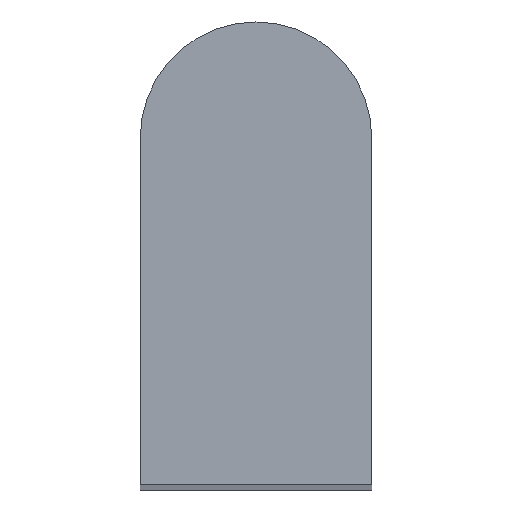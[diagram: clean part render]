
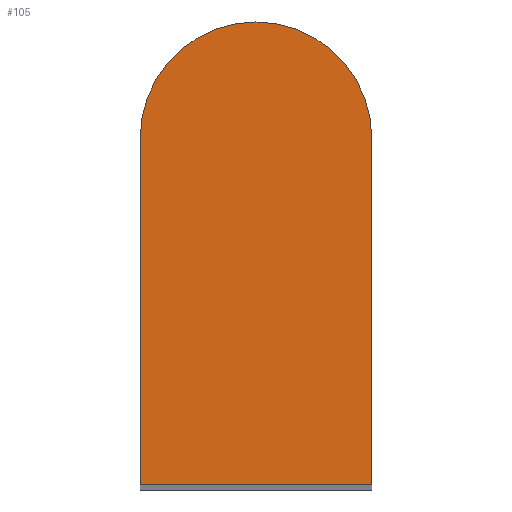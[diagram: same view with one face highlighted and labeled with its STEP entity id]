
A CAD part, top view. The second image highlights one B-rep face of the part: STEP entity #105.
In plain terms, the highlighted planar face has unit normal (0, 0, 1).
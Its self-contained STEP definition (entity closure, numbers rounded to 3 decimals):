
#22=FACE_OUTER_BOUND('',#28,.T.);
#28=EDGE_LOOP('',(#91,#92,#93,#94));
#30=CIRCLE('',#130,2.5);
#34=LINE('',#175,#44);
#38=LINE('',#184,#48);
#40=LINE('',#187,#50);
#44=VECTOR('',#145,10.);
#48=VECTOR('',#155,10.);
#50=VECTOR('',#159,10.);
#55=VERTEX_POINT('',#173);
#56=VERTEX_POINT('',#174);
#57=VERTEX_POINT('',#179);
#58=VERTEX_POINT('',#183);
#63=EDGE_CURVE('',#55,#56,#34,.T.);
#66=EDGE_CURVE('',#56,#57,#30,.T.);
#68=EDGE_CURVE('',#57,#58,#38,.T.);
#70=EDGE_CURVE('',#58,#55,#40,.T.);
#91=ORIENTED_EDGE('',*,*,#63,.F.);
#92=ORIENTED_EDGE('',*,*,#70,.F.);
#93=ORIENTED_EDGE('',*,*,#68,.F.);
#94=ORIENTED_EDGE('',*,*,#66,.F.);
#99=PLANE('',#133);
#105=ADVANCED_FACE('',(#22),#99,.T.);
#130=AXIS2_PLACEMENT_3D('',#180,#150,#151);
#133=AXIS2_PLACEMENT_3D('',#188,#160,#161);
#145=DIRECTION('',(0.,1.,0.));
#150=DIRECTION('center_axis',(0.,0.,-1.));
#151=DIRECTION('ref_axis',(1.,0.,0.));
#155=DIRECTION('',(0.,-1.,0.));
#159=DIRECTION('',(-1.,0.,0.));
#160=DIRECTION('center_axis',(0.,0.,1.));
#161=DIRECTION('ref_axis',(1.,0.,0.));
#173=CARTESIAN_POINT('',(-2.5,-5.,32.));
#174=CARTESIAN_POINT('',(-2.5,2.5,32.));
#175=CARTESIAN_POINT('',(-2.5,2.5,32.));
#179=CARTESIAN_POINT('',(2.5,2.5,32.));
#180=CARTESIAN_POINT('Origin',(0.,2.5,32.));
#183=CARTESIAN_POINT('',(2.5,-5.,32.));
#184=CARTESIAN_POINT('',(2.5,-5.,32.));
#187=CARTESIAN_POINT('',(-2.5,-5.,32.));
#188=CARTESIAN_POINT('Origin',(0.,-0.427,
32.));
